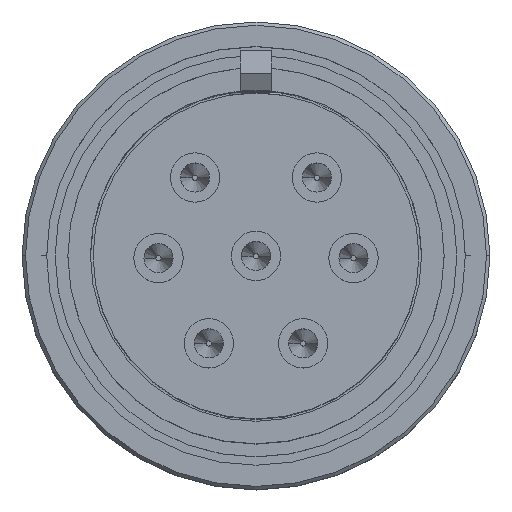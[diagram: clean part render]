
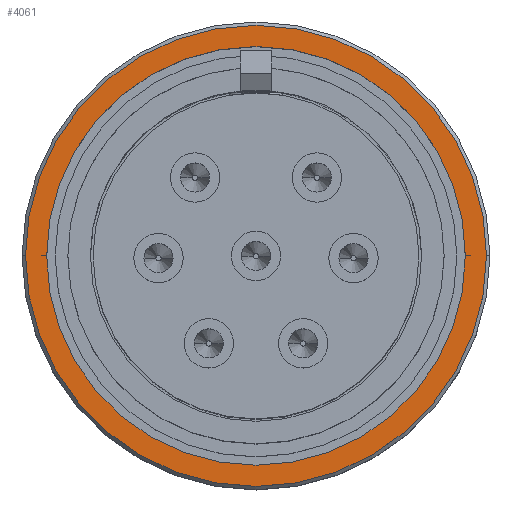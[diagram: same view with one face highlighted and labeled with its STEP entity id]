
A CAD part, top view. The second image highlights one B-rep face of the part: STEP entity #4061.
In plain terms, the highlighted face is planar.
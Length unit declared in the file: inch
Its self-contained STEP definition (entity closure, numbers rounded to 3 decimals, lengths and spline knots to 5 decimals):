
#540 = EDGE_CURVE ( 'NONE', #12275, #12262, #8691, .T. ) ;
#541 = EDGE_CURVE ( 'NONE', #12277, #12273, #8677, .T. ) ;
#579 = EDGE_CURVE ( 'NONE', #12262, #12275, #8629, .T. ) ;
#581 = EDGE_CURVE ( 'NONE', #12273, #12277, #8626, .T. ) ;
#2456 = FACE_BOUND ( 'NONE', #9009, .T. ) ;
#4061 = ADVANCED_FACE ( 'NONE', ( #7075, #2456 ), #5795, .F. ) ;
#5560 = AXIS2_PLACEMENT_3D ( 'NONE', #19099, #19098, #19097 ) ;
#5561 = AXIS2_PLACEMENT_3D ( 'NONE', #19105, #19104, #19103 ) ;
#5582 = AXIS2_PLACEMENT_3D ( 'NONE', #16615, #16614, #16606 ) ;
#5583 = AXIS2_PLACEMENT_3D ( 'NONE', #16579, #16578, #16609 ) ;
#5792 = CARTESIAN_POINT ( 'NONE',  ( 0., 0.435, -1.59169 ) ) ;
#5795 = PLANE ( 'NONE',  #14412 ) ;
#5797 = DIRECTION ( 'NONE',  ( 0., 0., 1. ) ) ;
#5798 = DIRECTION ( 'NONE',  ( 1., 0., 0. ) ) ;
#7075 = FACE_OUTER_BOUND ( 'NONE', #8982, .T. ) ;
#8626 = CIRCLE ( 'NONE', #5583, 0.435 ) ;
#8629 = CIRCLE ( 'NONE', #5582, 0.39507 ) ;
#8677 = CIRCLE ( 'NONE', #5560, 0.435 ) ;
#8691 = CIRCLE ( 'NONE', #5561, 0.39507 ) ;
#8982 = EDGE_LOOP ( 'NONE', ( #18802, #18796 ) ) ;
#9009 = EDGE_LOOP ( 'NONE', ( #18767, #18764 ) ) ;
#12262 = VERTEX_POINT ( 'NONE', #15169 ) ;
#12273 = VERTEX_POINT ( 'NONE', #15180 ) ;
#12275 = VERTEX_POINT ( 'NONE', #15182 ) ;
#12277 = VERTEX_POINT ( 'NONE', #15184 ) ;
#14412 = AXIS2_PLACEMENT_3D ( 'NONE', #5792, #5797, #5798 ) ;
#15169 = CARTESIAN_POINT ( 'NONE',  ( -0.39507, 0., -1.59169 ) ) ;
#15180 = CARTESIAN_POINT ( 'NONE',  ( 0.435, 0., -1.59169 ) ) ;
#15182 = CARTESIAN_POINT ( 'NONE',  ( 0.39507, 0., -1.59169 ) ) ;
#15184 = CARTESIAN_POINT ( 'NONE',  ( -0.435, 0., -1.59169 ) ) ;
#16578 = DIRECTION ( 'NONE',  ( 0., 0., 1. ) ) ;
#16579 = CARTESIAN_POINT ( 'NONE',  ( 0., 0., -1.59169 ) ) ;
#16606 = DIRECTION ( 'NONE',  ( 1., 0., 0. ) ) ;
#16609 = DIRECTION ( 'NONE',  ( 1., 0., 0. ) ) ;
#16614 = DIRECTION ( 'NONE',  ( 0., 0., 1. ) ) ;
#16615 = CARTESIAN_POINT ( 'NONE',  ( 0., 0., -1.59169 ) ) ;
#18764 = ORIENTED_EDGE ( 'NONE', *, *, #579, .T. ) ;
#18767 = ORIENTED_EDGE ( 'NONE', *, *, #540, .T. ) ;
#18796 = ORIENTED_EDGE ( 'NONE', *, *, #541, .F. ) ;
#18802 = ORIENTED_EDGE ( 'NONE', *, *, #581, .F. ) ;
#19097 = DIRECTION ( 'NONE',  ( 1., 0., 0. ) ) ;
#19098 = DIRECTION ( 'NONE',  ( 0., 0., 1. ) ) ;
#19099 = CARTESIAN_POINT ( 'NONE',  ( 0., 0., -1.59169 ) ) ;
#19103 = DIRECTION ( 'NONE',  ( 1., 0., 0. ) ) ;
#19104 = DIRECTION ( 'NONE',  ( 0., 0., 1. ) ) ;
#19105 = CARTESIAN_POINT ( 'NONE',  ( 0., 0., -1.59169 ) ) ;
